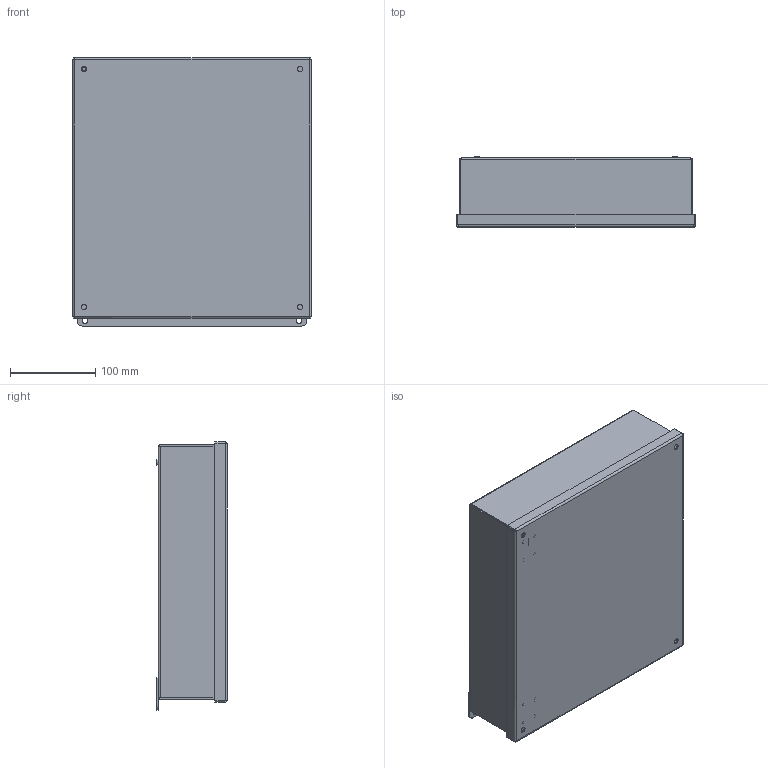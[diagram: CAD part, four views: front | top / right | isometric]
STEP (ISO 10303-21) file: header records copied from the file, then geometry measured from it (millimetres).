
FILE_DESCRIPTION( ( 'Unknown' ), '1' );
FILE_NAME( '16PBC.stp', 'Unknown', ( 'Unknown' ), ( 'Unknown' ), 'PSStep 16.0.42', 'Unknown', ' ' );
FILE_SCHEMA( ( 'AUTOMOTIVE_DESIGN { 1 0 10303 214 1 1 1 1 }' ) );
Length unit declared in the file: millimetre
Products named in the file (12): 16PB_BOITIER; 10-32 x 0.500 AC_CD 201-008-772; INSERT 10-32 AVK ALS4-1032-130; 16PB-P; 16PB-B; 16PBC_COUVERCLE; 16PBC-C; PB-PENTURE-2; PB-LOCK; PB-PENTURE-1; 16PBC_GASKET; Assem1
Assembly tree (11 placements, depth 3):
  Assem1
    16PB_BOITIER
      10-32 x 0.500 AC_CD 201-008-772
      INSERT 10-32 AVK ALS4-1032-130
      16PB-P
      16PB-B
    16PBC_COUVERCLE
      16PBC-C
      PB-PENTURE-2
      PB-LOCK
      PB-PENTURE-1
      16PBC_GASKET
Bounding box: 280.04 x 82.42 x 314.64 mm (x, y, z)
Volume: 564349 mm3; surface area: 634310.6 mm2
Topology: 9 solids, 9 shells, 1247 faces, 3017 edges, 1988 vertices
Faces by surface type: plane 884, extrusion 252, cylinder 91, bspline 16, cone 3, torus 1
Full cylindrical faces by diameter (mm): 0.508 x1, 3.023 x9, 3.175 x9, 3.454 x1, 4.039 x1, 4.826 x1, 5.486 x1, 6.223 x4, 6.35 x10, 6.502 x1, 6.731 x2, 7.366 x4, 7.518 x1, 7.925 x4
Entity records: 57292 total; most frequent: CARTESIAN_POINT 21357, ORIENTED_EDGE 5792, DIRECTION 3708, EDGE_CURVE 2896, VERTEX_POINT 1974, B_SPLINE_CURVE_WITH_KNOTS 1832, EDGE_LOOP 1594, VECTOR 1414
